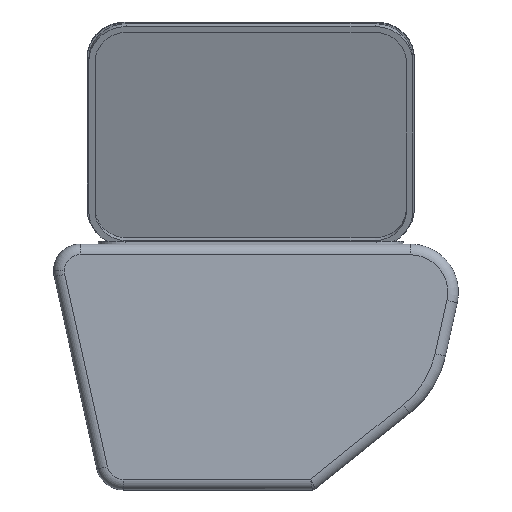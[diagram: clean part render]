
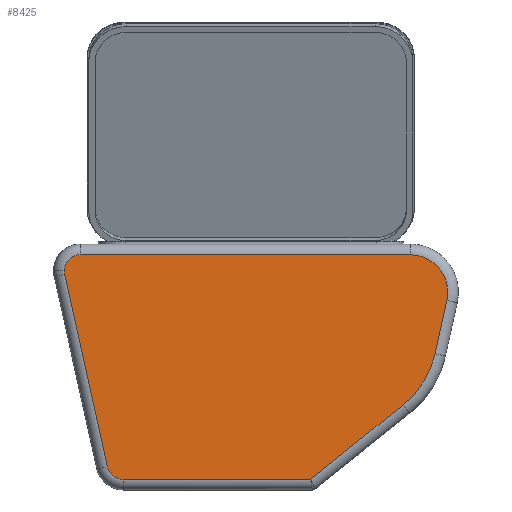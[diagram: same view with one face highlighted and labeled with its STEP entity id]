
A CAD part, front view. The second image highlights one B-rep face of the part: STEP entity #8425.
In plain terms, the highlighted planar face has unit normal (0, -1, 0).
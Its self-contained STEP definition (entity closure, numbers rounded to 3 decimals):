
#4377=CARTESIAN_POINT('',(2635.882,-229.74,19.605));
#4378=VERTEX_POINT('',#4377);
#6048=CARTESIAN_POINT('',(2868.975,-229.74,254.663));
#6049=VERTEX_POINT('',#6048);
#6057=CARTESIAN_POINT('',(2809.412,-229.74,158.877));
#6058=VERTEX_POINT('',#6057);
#6059=CARTESIAN_POINT('',(2703.005,-229.74,291.458));
#6060=DIRECTION('',(0.,-1.,-0.));
#6061=DIRECTION('',(-1.,-0.,0.));
#6062=AXIS2_PLACEMENT_3D('',#6059,#6060,#6061);
#6063=CIRCLE('',#6062,170.);
#6064=EDGE_CURVE('',#6058,#6049,#6063,.T.);
#6083=CARTESIAN_POINT('',(2635.882,-229.74,19.605));
#6084=DIRECTION('',(0.78,0.,0.626));
#6085=VECTOR('',#6084,222.506);
#6086=LINE('',#6083,#6085);
#6087=EDGE_CURVE('',#4378,#6058,#6086,.T.);
#6099=CARTESIAN_POINT('',(2285.305,-229.74,19.605));
#6100=VERTEX_POINT('',#6099);
#6110=CARTESIAN_POINT('',(2285.305,-229.74,19.605));
#6111=DIRECTION('',(1.,0.,0.));
#6112=VECTOR('',#6111,350.578);
#6113=LINE('',#6110,#6112);
#6114=EDGE_CURVE('',#6100,#4378,#6113,.T.);
#6124=CARTESIAN_POINT('',(2256.016,-229.74,43.112));
#6125=VERTEX_POINT('',#6124);
#6143=CARTESIAN_POINT('',(2285.305,-229.74,49.605));
#6144=DIRECTION('',(0.,-1.,-0.));
#6145=DIRECTION('',(-1.,-0.,0.));
#6146=AXIS2_PLACEMENT_3D('',#6143,#6144,#6145);
#6147=CIRCLE('',#6146,30.);
#6148=EDGE_CURVE('',#6125,#6100,#6147,.T.);
#6160=CARTESIAN_POINT('',(2891.098,-229.74,354.454));
#6161=VERTEX_POINT('',#6160);
#6169=CARTESIAN_POINT('',(2868.975,-229.74,254.663));
#6170=DIRECTION('',(0.216,0.,0.976));
#6171=VECTOR('',#6170,102.215);
#6172=LINE('',#6169,#6171);
#6173=EDGE_CURVE('',#6049,#6161,#6172,.T.);
#7089=CARTESIAN_POINT('',(2176.206,-229.74,403.112));
#7090=VERTEX_POINT('',#7089);
#7107=CARTESIAN_POINT('',(2176.206,-229.74,403.112));
#7108=DIRECTION('',(0.216,0.,-0.976));
#7109=VECTOR('',#7108,368.741);
#7110=LINE('',#7107,#7109);
#7111=EDGE_CURVE('',#7090,#6125,#7110,.T.);
#8379=CARTESIAN_POINT('',(2529.895,-229.74,459.605));
#8380=DIRECTION('',(-0.,1.,0.));
#8381=DIRECTION('',(-1.,-0.,0.));
#8382=AXIS2_PLACEMENT_3D('',#8379,#8380,#8381);
#8383=PLANE('',#8382);
#8384=ORIENTED_EDGE('',*,*,#7111,.T.);
#8385=ORIENTED_EDGE('',*,*,#6148,.T.);
#8386=ORIENTED_EDGE('',*,*,#6114,.T.);
#8387=ORIENTED_EDGE('',*,*,#6087,.T.);
#8388=ORIENTED_EDGE('',*,*,#6064,.T.);
#8389=ORIENTED_EDGE('',*,*,#6173,.T.);
#8390=CARTESIAN_POINT('',(2822.758,-229.74,439.605));
#8391=VERTEX_POINT('',#8390);
#8392=CARTESIAN_POINT('',(2822.758,-229.74,369.605));
#8393=DIRECTION('',(0.,-1.,-0.));
#8394=DIRECTION('',(-1.,-0.,0.));
#8395=AXIS2_PLACEMENT_3D('',#8392,#8393,#8394);
#8396=CIRCLE('',#8395,70.);
#8397=EDGE_CURVE('',#6161,#8391,#8396,.T.);
#8398=ORIENTED_EDGE('',*,*,#8397,.T.);
#8399=CARTESIAN_POINT('',(2205.494,-229.74,439.605));
#8400=VERTEX_POINT('',#8399);
#8401=CARTESIAN_POINT('',(2822.758,-229.74,439.605));
#8402=DIRECTION('',(-1.,-0.,-0.));
#8403=VECTOR('',#8402,617.263);
#8404=LINE('',#8401,#8403);
#8405=EDGE_CURVE('',#8391,#8400,#8404,.T.);
#8406=ORIENTED_EDGE('',*,*,#8405,.T.);
#8407=CARTESIAN_POINT('',(2175.494,-229.74,409.605));
#8408=VERTEX_POINT('',#8407);
#8409=CARTESIAN_POINT('',(2205.494,-229.74,409.605));
#8410=DIRECTION('',(0.,-1.,-0.));
#8411=DIRECTION('',(-1.,-0.,0.));
#8412=AXIS2_PLACEMENT_3D('',#8409,#8410,#8411);
#8413=CIRCLE('',#8412,30.);
#8414=EDGE_CURVE('',#8400,#8408,#8413,.T.);
#8415=ORIENTED_EDGE('',*,*,#8414,.T.);
#8416=CARTESIAN_POINT('',(2205.494,-229.74,409.605));
#8417=DIRECTION('',(0.,-1.,-0.));
#8418=DIRECTION('',(-1.,-0.,0.));
#8419=AXIS2_PLACEMENT_3D('',#8416,#8417,#8418);
#8420=CIRCLE('',#8419,30.);
#8421=EDGE_CURVE('',#8408,#7090,#8420,.T.);
#8422=ORIENTED_EDGE('',*,*,#8421,.T.);
#8423=EDGE_LOOP('',(#8384,#8385,#8386,#8387,#8388,#8389,#8398,#8406,#8415,#8422));
#8424=FACE_BOUND('',#8423,.T.);
#8425=ADVANCED_FACE('',(#8424),#8383,.F.);
